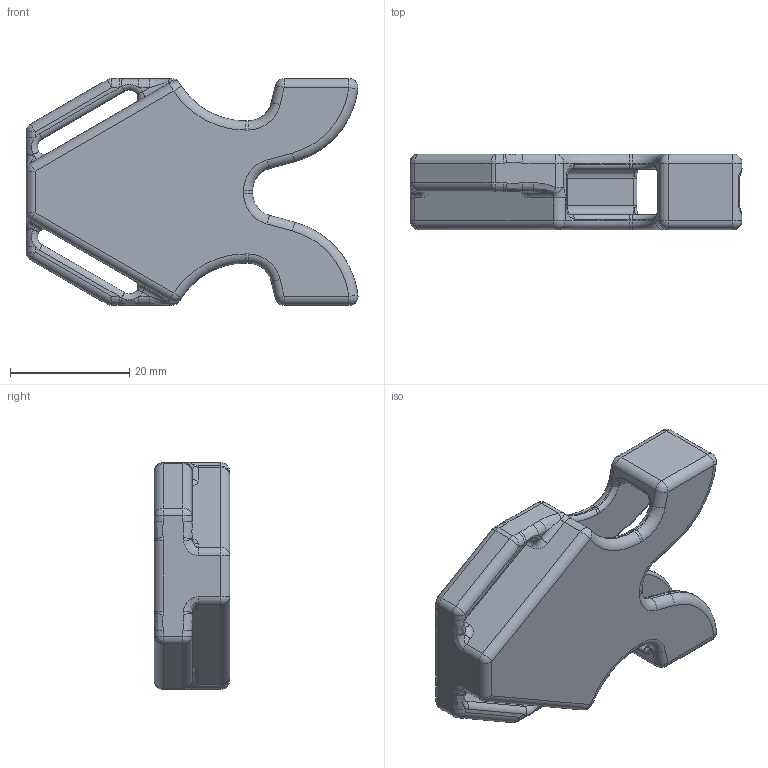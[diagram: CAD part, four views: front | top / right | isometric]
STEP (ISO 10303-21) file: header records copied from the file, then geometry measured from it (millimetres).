
FILE_DESCRIPTION(/* description */ (''),/* implementation_level */ '2;1');
FILE_NAME(/* name */ 'BG_Clip_female.step',/* time_stamp */ '2016-09-02T15:59:15-05:00',/* author */ (''),/* organization */ (''),/* preprocessor_version */ 'ST-DEVELOPER v16.5',/* originating_system */ 'Autodesk Translation Framework v5.1.0.2740',/* authorisation */ '');
FILE_SCHEMA (('AUTOMOTIVE_DESIGN { 1 0 10303 214 3 1 1 }'));
Length unit declared in the file: centimetre
Products named in the file (1): BG Clip 2.0 Female housing v1
Bounding box: 55.79 x 12.7 x 38.1 mm (x, y, z)
Volume: 10056.3 mm3; surface area: 8023.1 mm2
Topology: 1 solids, 1 shells, 316 faces, 740 edges, 396 vertices
Faces by surface type: cylinder 126, bspline 66, torus 52, plane 44, sphere 28
Entity records: 12046 total; most frequent: CARTESIAN_POINT 5126, DIRECTION 1536, ORIENTED_EDGE 1436, EDGE_CURVE 718, AXIS2_PLACEMENT_3D 646, VERTEX_POINT 396, CIRCLE 360, FACE_OUTER_BOUND 316
